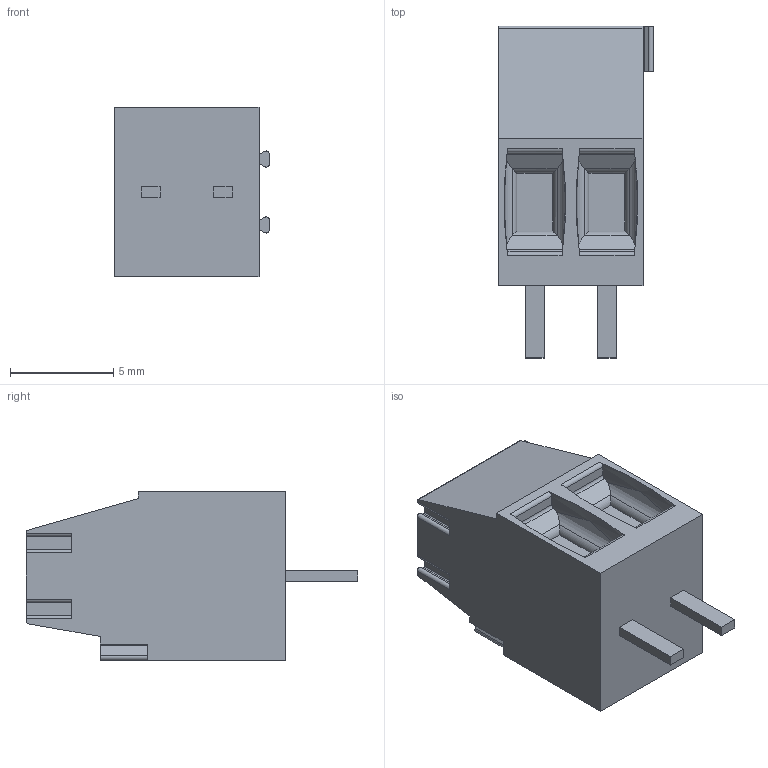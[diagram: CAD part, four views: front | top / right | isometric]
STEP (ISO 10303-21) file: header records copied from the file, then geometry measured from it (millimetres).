
FILE_DESCRIPTION((''),'2;1');
FILE_NAME('C-284391-2','2017-02-23T',('workeradm'),('Tyco Electronics Ltd.'),'CREO PARAMETRIC BY PTC INC, 2016050','CREO PARAMETRIC BY PTC INC, 2016050','');
FILE_SCHEMA(('AUTOMOTIVE_DESIGN { 1 0 10303 214 1 1 1 1 }'));
Length unit declared in the file: millimetre
Products named in the file (1): C-284391-2
Bounding box: 7.5 x 16.1 x 8.2 mm (x, y, z)
Volume: 573.9 mm3; surface area: 587.4 mm2
Topology: 1 solids, 1 shells, 175 faces, 481 edges, 322 vertices
Faces by surface type: plane 109, cylinder 66
Entity records: 6556 total; most frequent: CARTESIAN_POINT 2041, ORIENTED_EDGE 962, DIRECTION 803, EDGE_CURVE 481, VERTEX_POINT 322, VECTOR 309, LINE 309, AXIS2_PLACEMENT_3D 247
